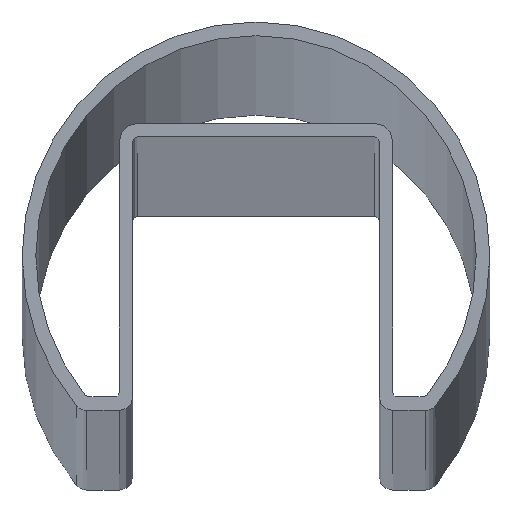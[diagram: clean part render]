
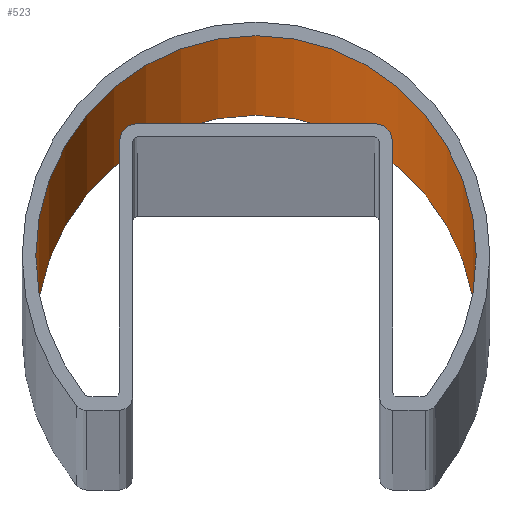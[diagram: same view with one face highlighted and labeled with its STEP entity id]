
A CAD part, top view. The second image highlights one B-rep face of the part: STEP entity #523.
In plain terms, the highlighted cylindrical face has radius 24.15 mm (diameter 48.3 mm), a partial arc.
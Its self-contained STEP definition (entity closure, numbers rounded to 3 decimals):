
#52 = DIRECTION ( 'NONE',  ( 0., 0., 1. ) ) ;
#60 = VECTOR ( 'NONE', #291, 1000. ) ;
#112 = VERTEX_POINT ( 'NONE', #483 ) ;
#135 = DIRECTION ( 'NONE',  ( 0., 0., 1. ) ) ;
#138 = CARTESIAN_POINT ( 'NONE',  ( 24.15, -3.05, -5000. ) ) ;
#144 = CIRCLE ( 'NONE', #201, 24.15 ) ;
#150 = ORIENTED_EDGE ( 'NONE', *, *, #433, .F. ) ;
#177 = CIRCLE ( 'NONE', #679, 24.15 ) ;
#199 = EDGE_LOOP ( 'NONE', ( #150, #421, #568, #307 ) ) ;
#201 = AXIS2_PLACEMENT_3D ( 'NONE', #363, #52, #845 ) ;
#209 = LINE ( 'NONE', #917, #60 ) ;
#232 = CARTESIAN_POINT ( 'NONE',  ( 24.15, -3.05, 0. ) ) ;
#291 = DIRECTION ( 'NONE',  ( 0., 0., 1. ) ) ;
#307 = ORIENTED_EDGE ( 'NONE', *, *, #590, .T. ) ;
#308 = CARTESIAN_POINT ( 'NONE',  ( 24.15, -3.05, -5000. ) ) ;
#363 = CARTESIAN_POINT ( 'NONE',  ( 0., -3.05, -5000. ) ) ;
#393 = FACE_OUTER_BOUND ( 'NONE', #199, .T. ) ;
#407 = VECTOR ( 'NONE', #135, 1000. ) ;
#421 = ORIENTED_EDGE ( 'NONE', *, *, #441, .F. ) ;
#433 = EDGE_CURVE ( 'NONE', #905, #112, #209, .T. ) ;
#441 = EDGE_CURVE ( 'NONE', #919, #905, #144, .T. ) ;
#483 = CARTESIAN_POINT ( 'NONE',  ( -24.15, -3.05, 0. ) ) ;
#523 = ADVANCED_FACE ( 'NONE', ( #393 ), #782, .F. ) ;
#532 = CARTESIAN_POINT ( 'NONE',  ( 0., -3.05, 0. ) ) ;
#539 = VERTEX_POINT ( 'NONE', #232 ) ;
#540 = LINE ( 'NONE', #308, #407 ) ;
#568 = ORIENTED_EDGE ( 'NONE', *, *, #595, .T. ) ;
#590 = EDGE_CURVE ( 'NONE', #539, #112, #177, .T. ) ;
#595 = EDGE_CURVE ( 'NONE', #919, #539, #540, .T. ) ;
#611 = AXIS2_PLACEMENT_3D ( 'NONE', #929, #696, #622 ) ;
#622 = DIRECTION ( 'NONE',  ( 1., 0., 0. ) ) ;
#679 = AXIS2_PLACEMENT_3D ( 'NONE', #532, #848, #701 ) ;
#696 = DIRECTION ( 'NONE',  ( 0., 0., 1. ) ) ;
#701 = DIRECTION ( 'NONE',  ( -1., 0., 0. ) ) ;
#782 = CYLINDRICAL_SURFACE ( 'NONE', #611, 24.15 ) ;
#786 = CARTESIAN_POINT ( 'NONE',  ( -24.15, -3.05, -5000. ) ) ;
#845 = DIRECTION ( 'NONE',  ( -1., 0., 0. ) ) ;
#848 = DIRECTION ( 'NONE',  ( 0., 0., 1. ) ) ;
#905 = VERTEX_POINT ( 'NONE', #786 ) ;
#917 = CARTESIAN_POINT ( 'NONE',  ( -24.15, -3.05, -5000. ) ) ;
#919 = VERTEX_POINT ( 'NONE', #138 ) ;
#929 = CARTESIAN_POINT ( 'NONE',  ( 0., -3.05, -5000. ) ) ;
